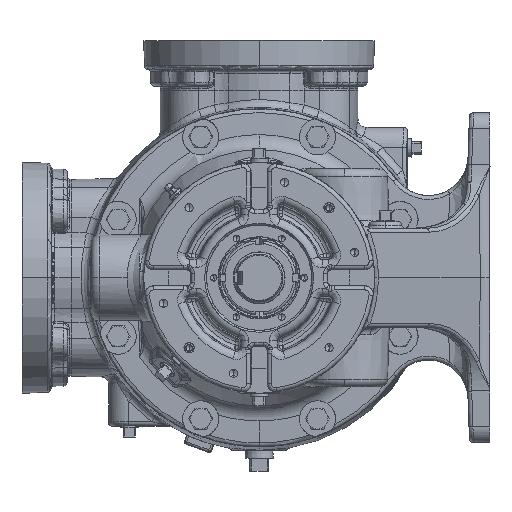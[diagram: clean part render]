
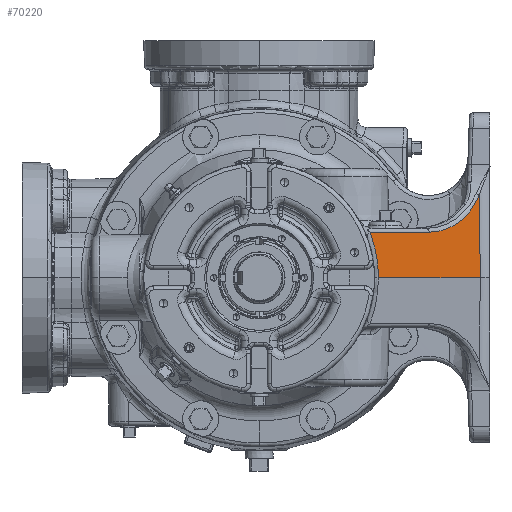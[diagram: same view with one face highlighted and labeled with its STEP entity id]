
A CAD part, left-side view. The second image highlights one B-rep face of the part: STEP entity #70220.
In plain terms, the highlighted planar face has unit normal (-0.642, -0.766, 0.035).
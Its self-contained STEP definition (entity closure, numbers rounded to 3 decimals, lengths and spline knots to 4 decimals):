
#1791 = CARTESIAN_POINT ( 'NONE',  ( -9.667, -3.6172, 0. ) ) ;
#8387 =( BOUNDED_CURVE ( )  B_SPLINE_CURVE ( 3, ( #91237, #186293, #50014, #167484 ),
 .UNSPECIFIED., .F., .F. ) 
 B_SPLINE_CURVE_WITH_KNOTS ( ( 4, 4 ),
 ( 3.5831, 4.6581 ),
 .UNSPECIFIED. ) 
 CURVE ( )  GEOMETRIC_REPRESENTATION_ITEM ( )  RATIONAL_B_SPLINE_CURVE ( ( 1., 0.906, 0.906, 1. ) ) 
 REPRESENTATION_ITEM ( '' )  );
#9187 = ORIENTED_EDGE ( 'NONE', *, *, #208883, .T. ) ;
#18145 = VECTOR ( 'NONE', #174356, 39.3701 ) ;
#23090 = CARTESIAN_POINT ( 'NONE',  ( -5.3596, -7.1684, 1.3842 ) ) ;
#37561 = CARTESIAN_POINT ( 'NONE',  ( -9.667, -3.6172, 0. ) ) ;
#38022 = ORIENTED_EDGE ( 'NONE', *, *, #63809, .T. ) ;
#44344 = LINE ( 'NONE', #23090, #235850 ) ;
#50014 = CARTESIAN_POINT ( 'NONE',  ( -6.962, -5.8238, 1.3842 ) ) ;
#55091 = CARTESIAN_POINT ( 'NONE',  ( -9.6437, -3.6151, 0.474 ) ) ;
#61006 = EDGE_CURVE ( 'NONE', #137578, #174134, #8387, .T. ) ;
#63809 = EDGE_CURVE ( 'NONE', #218501, #213018, #83663, .T. ) ;
#70220 = ADVANCED_FACE ( 'Defeatured_0_3252', ( #147217 ), #167229, .T. ) ;
#72638 = ORIENTED_EDGE ( 'NONE', *, *, #151038, .T. ) ;
#77453 = VERTEX_POINT ( 'NONE', #165608 ) ;
#81072 = EDGE_LOOP ( 'NONE', ( #217335, #38022, #72638, #9187, #227592 ) ) ;
#83663 =( BOUNDED_CURVE ( )  B_SPLINE_CURVE ( 3, ( #130145, #203937, #55091, #37561 ),
 .UNSPECIFIED., .F., .F. ) 
 B_SPLINE_CURVE_WITH_KNOTS ( ( 4, 4 ),
 ( 2.8291, 3.1828 ),
 .UNSPECIFIED. ) 
 CURVE ( )  GEOMETRIC_REPRESENTATION_ITEM ( )  RATIONAL_B_SPLINE_CURVE ( ( 1., 0.99, 0.99, 1. ) ) 
 REPRESENTATION_ITEM ( '' )  );
#84393 = CARTESIAN_POINT ( 'NONE',  ( -5.896, -6.6677, 2.4956 ) ) ;
#91237 = CARTESIAN_POINT ( 'NONE',  ( -5.896, -6.6677, 2.4956 ) ) ;
#98073 = CARTESIAN_POINT ( 'NONE',  ( -5.8632, -6.6524, 3.434 ) ) ;
#107101 = DIRECTION ( 'NONE',  ( 0.766, -0.643, 0. ) ) ;
#108324 = LINE ( 'NONE', #184595, #148537 ) ;
#110178 = EDGE_CURVE ( 'NONE', #174134, #218501, #44344, .T. ) ;
#116829 = LINE ( 'NONE', #98073, #18145 ) ;
#130145 = CARTESIAN_POINT ( 'NONE',  ( -9.894, -3.3636, 1.3842 ) ) ;
#137578 = VERTEX_POINT ( 'NONE', #84393 ) ;
#147217 = FACE_OUTER_BOUND ( 'NONE', #81072, .T. ) ;
#148465 = DIRECTION ( 'NONE',  ( -0.642, -0.766, 0.035 ) ) ;
#148537 = VECTOR ( 'NONE', #107101, 39.3701 ) ;
#151038 = EDGE_CURVE ( 'NONE', #213018, #77453, #108324, .T. ) ;
#157576 = CARTESIAN_POINT ( 'NONE',  ( -9.894, -3.3636, 1.3842 ) ) ;
#165608 = CARTESIAN_POINT ( 'NONE',  ( -5.9831, -6.7083, 0. ) ) ;
#167229 = PLANE ( 'NONE',  #224451 ) ;
#167484 = CARTESIAN_POINT ( 'NONE',  ( -7.7607, -5.1537, 1.3842 ) ) ;
#172257 = CARTESIAN_POINT ( 'NONE',  ( -7.7607, -5.1537, 1.3842 ) ) ;
#174134 = VERTEX_POINT ( 'NONE', #172257 ) ;
#174356 = DIRECTION ( 'NONE',  ( 0.035, 0.016, 0.999 ) ) ;
#184595 = CARTESIAN_POINT ( 'NONE',  ( -5.3907, -7.2054, 0. ) ) ;
#186293 = CARTESIAN_POINT ( 'NONE',  ( -6.2759, -6.3809, 1.7931 ) ) ;
#203937 = CARTESIAN_POINT ( 'NONE',  ( -9.7202, -3.5297, 0.9402 ) ) ;
#208883 = EDGE_CURVE ( 'NONE', #77453, #137578, #116829, .T. ) ;
#213018 = VERTEX_POINT ( 'NONE', #1791 ) ;
#217335 = ORIENTED_EDGE ( 'NONE', *, *, #110178, .T. ) ;
#218501 = VERTEX_POINT ( 'NONE', #157576 ) ;
#222353 = DIRECTION ( 'NONE',  ( 0.766, -0.643, 0. ) ) ;
#224451 = AXIS2_PLACEMENT_3D ( 'NONE', #243539, #148465, #222353 ) ;
#227592 = ORIENTED_EDGE ( 'NONE', *, *, #61006, .T. ) ;
#233222 = DIRECTION ( 'NONE',  ( -0.766, 0.643, 0. ) ) ;
#235850 = VECTOR ( 'NONE', #233222, 39.3701 ) ;
#243539 = CARTESIAN_POINT ( 'NONE',  ( -5.3907, -7.2054, 0. ) ) ;
